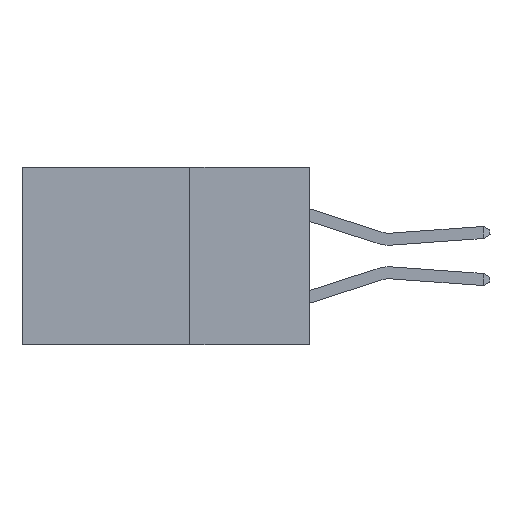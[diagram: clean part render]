
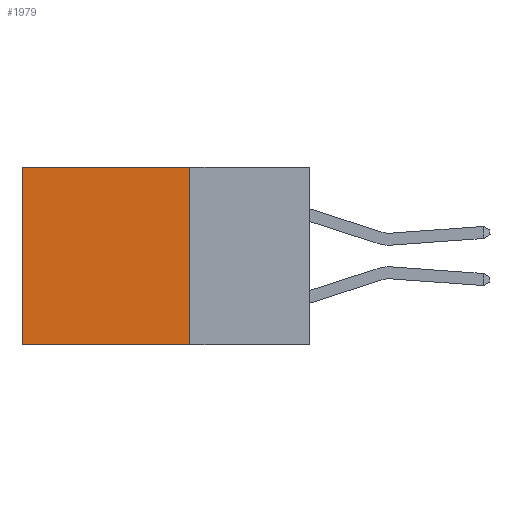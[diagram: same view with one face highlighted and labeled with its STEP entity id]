
A CAD part, left-side view. The second image highlights one B-rep face of the part: STEP entity #1979.
In plain terms, the highlighted planar face has unit normal (-1, 0, 0).
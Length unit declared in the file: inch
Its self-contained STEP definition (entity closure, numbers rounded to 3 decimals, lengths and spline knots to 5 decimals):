
#709 = AXIS2_PLACEMENT_3D ( 'NONE', #8656, #14405, #1685 ) ;
#984 = VECTOR ( 'NONE', #13098, 39.37008 ) ;
#1319 = DIRECTION ( 'NONE',  ( 0., 1., 0. ) ) ;
#1404 = VERTEX_POINT ( 'NONE', #2099 ) ;
#1685 = DIRECTION ( 'NONE',  ( 0., 0., -1. ) ) ;
#1979 = ADVANCED_FACE ( 'NONE', ( #12580 ), #9783, .F. ) ;
#2099 = CARTESIAN_POINT ( 'NONE',  ( 0.298, 0.6, -0.37 ) ) ;
#2190 = VERTEX_POINT ( 'NONE', #6783 ) ;
#2496 = EDGE_CURVE ( 'NONE', #8756, #11918, #6891, .T. ) ;
#2688 = CARTESIAN_POINT ( 'NONE',  ( 0.298, 0.25, 0. ) ) ;
#3272 = VECTOR ( 'NONE', #8386, 39.37008 ) ;
#3809 = VECTOR ( 'NONE', #8504, 39.37008 ) ;
#3916 = CARTESIAN_POINT ( 'NONE',  ( 0.298, 0.6, 0. ) ) ;
#4502 = ORIENTED_EDGE ( 'NONE', *, *, #8116, .F. ) ;
#4656 = EDGE_CURVE ( 'NONE', #11918, #1404, #9362, .T. ) ;
#4842 = CARTESIAN_POINT ( 'NONE',  ( 0.298, 0.25, 0. ) ) ;
#5018 = EDGE_LOOP ( 'NONE', ( #13444, #4502, #11301, #8629 ) ) ;
#5599 = CARTESIAN_POINT ( 'NONE',  ( 0.298, 0.25, -0.37 ) ) ;
#6783 = CARTESIAN_POINT ( 'NONE',  ( 0.298, 0.25, -0.37 ) ) ;
#6891 = LINE ( 'NONE', #2688, #3809 ) ;
#6952 = LINE ( 'NONE', #5599, #14786 ) ;
#7329 = EDGE_CURVE ( 'NONE', #8756, #2190, #14258, .T. ) ;
#8116 = EDGE_CURVE ( 'NONE', #2190, #1404, #6952, .T. ) ;
#8386 = DIRECTION ( 'NONE',  ( 0., 0., -1. ) ) ;
#8504 = DIRECTION ( 'NONE',  ( 0., 1., 0. ) ) ;
#8629 = ORIENTED_EDGE ( 'NONE', *, *, #2496, .T. ) ;
#8656 = CARTESIAN_POINT ( 'NONE',  ( 0.298, 0.25, 0. ) ) ;
#8756 = VERTEX_POINT ( 'NONE', #10223 ) ;
#9362 = LINE ( 'NONE', #3916, #984 ) ;
#9783 = PLANE ( 'NONE',  #709 ) ;
#9971 = CARTESIAN_POINT ( 'NONE',  ( 0.298, 0.6, 0. ) ) ;
#10223 = CARTESIAN_POINT ( 'NONE',  ( 0.298, 0.25, 0. ) ) ;
#11301 = ORIENTED_EDGE ( 'NONE', *, *, #7329, .F. ) ;
#11918 = VERTEX_POINT ( 'NONE', #9971 ) ;
#12580 = FACE_OUTER_BOUND ( 'NONE', #5018, .T. ) ;
#13098 = DIRECTION ( 'NONE',  ( 0., 0., -1. ) ) ;
#13444 = ORIENTED_EDGE ( 'NONE', *, *, #4656, .T. ) ;
#14258 = LINE ( 'NONE', #4842, #3272 ) ;
#14405 = DIRECTION ( 'NONE',  ( 1., 0., 0. ) ) ;
#14786 = VECTOR ( 'NONE', #1319, 39.37008 ) ;
